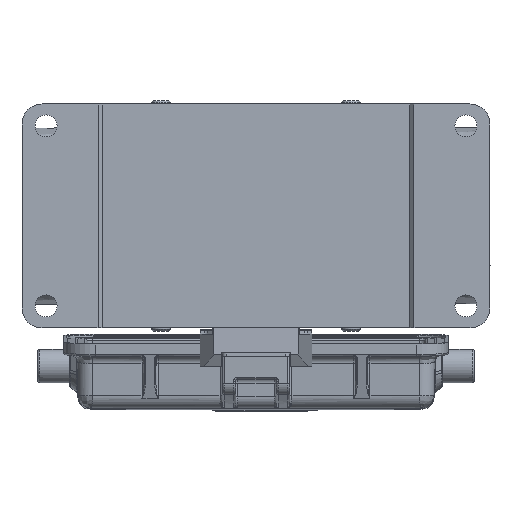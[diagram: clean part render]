
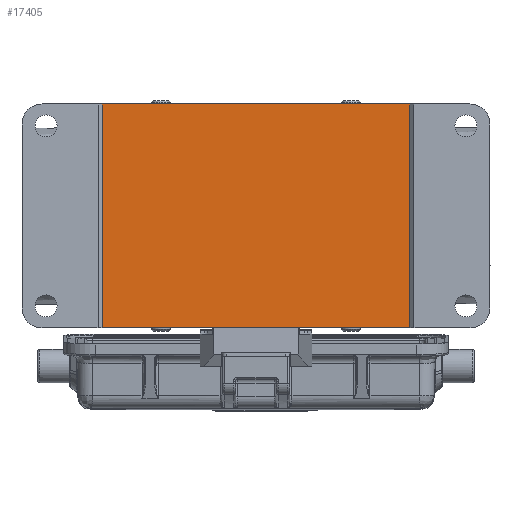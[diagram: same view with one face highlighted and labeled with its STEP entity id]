
A CAD part, front view. The second image highlights one B-rep face of the part: STEP entity #17405.
In plain terms, the highlighted planar face has unit normal (0, -1, 0).
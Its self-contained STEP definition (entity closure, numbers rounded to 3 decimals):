
#3803 = CARTESIAN_POINT ( 'NONE',  ( 38.5, -23., 28. ) ) ;
#3822 = CARTESIAN_POINT ( 'NONE',  ( -38.5, -23., 28. ) ) ;
#3907 = CARTESIAN_POINT ( 'NONE',  ( -38.5, -23., -28. ) ) ;
#3910 = CARTESIAN_POINT ( 'NONE',  ( 38.5, -23., -28. ) ) ;
#6884 = VERTEX_POINT ( 'NONE', #3803 ) ;
#6992 = VERTEX_POINT ( 'NONE', #3822 ) ;
#7362 = VERTEX_POINT ( 'NONE', #3907 ) ;
#7373 = VERTEX_POINT ( 'NONE', #3910 ) ;
#13763 = PLANE ( 'NONE',  #43898 ) ;
#13764 = CARTESIAN_POINT ( 'NONE',  ( 38.5, -23., 33.6 ) ) ;
#13765 = DIRECTION ( 'NONE',  ( 0., 1., 0. ) ) ;
#13766 = DIRECTION ( 'NONE',  ( 0., 0., 1. ) ) ;
#15584 = ORIENTED_EDGE ( 'NONE', *, *, #38273, .F. ) ;
#15611 = ORIENTED_EDGE ( 'NONE', *, *, #38280, .T. ) ;
#15615 = ORIENTED_EDGE ( 'NONE', *, *, #38261, .T. ) ;
#15620 = ORIENTED_EDGE ( 'NONE', *, *, #38275, .F. ) ;
#17405 = ADVANCED_FACE ( 'NONE', ( #43905 ), #13763, .F. ) ;
#26779 = VECTOR ( 'NONE', #32338, 1000. ) ;
#26781 = VECTOR ( 'NONE', #32344, 1000. ) ;
#26782 = VECTOR ( 'NONE', #32347, 1000. ) ;
#26783 = VECTOR ( 'NONE', #32354, 1000. ) ;
#32336 = LINE ( 'NONE', #32337, #26779 ) ;
#32337 = CARTESIAN_POINT ( 'NONE',  ( -38.5, -23., 33.6 ) ) ;
#32338 = DIRECTION ( 'NONE',  ( 0., 0., -1. ) ) ;
#32342 = LINE ( 'NONE', #32343, #26781 ) ;
#32343 = CARTESIAN_POINT ( 'NONE',  ( 58.5, -23., -28. ) ) ;
#32344 = DIRECTION ( 'NONE',  ( -1., 0., 0. ) ) ;
#32345 = LINE ( 'NONE', #32346, #26782 ) ;
#32346 = CARTESIAN_POINT ( 'NONE',  ( -58.5, -23., 28. ) ) ;
#32347 = DIRECTION ( 'NONE',  ( 1., 0., 0. ) ) ;
#32352 = LINE ( 'NONE', #32353, #26783 ) ;
#32353 = CARTESIAN_POINT ( 'NONE',  ( 38.5, -23., 33.6 ) ) ;
#32354 = DIRECTION ( 'NONE',  ( 0., 0., 1. ) ) ;
#35208 = EDGE_LOOP ( 'NONE', ( #15584, #15611, #15620, #15615 ) ) ;
#38261 = EDGE_CURVE ( 'NONE', #6992, #7362, #32336, .T. ) ;
#38273 = EDGE_CURVE ( 'NONE', #7373, #7362, #32342, .T. ) ;
#38275 = EDGE_CURVE ( 'NONE', #6992, #6884, #32345, .T. ) ;
#38280 = EDGE_CURVE ( 'NONE', #7373, #6884, #32352, .T. ) ;
#43898 = AXIS2_PLACEMENT_3D ( 'NONE', #13764, #13765, #13766 ) ;
#43905 = FACE_OUTER_BOUND ( 'NONE', #35208, .T. ) ;
